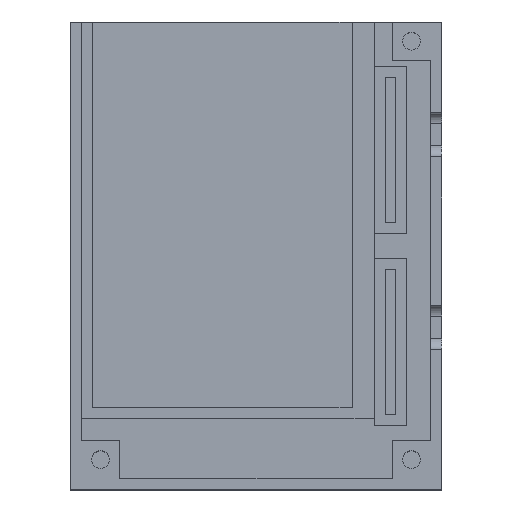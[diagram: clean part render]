
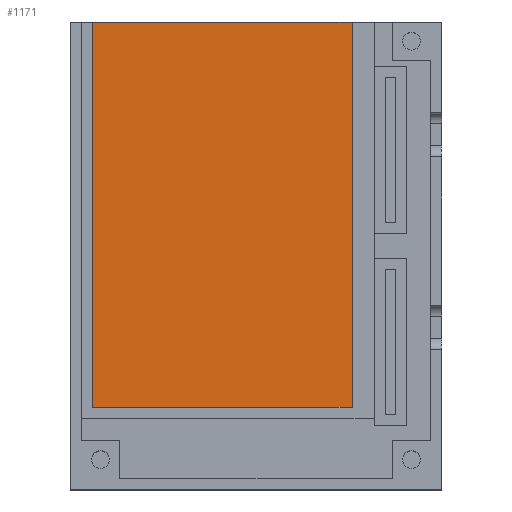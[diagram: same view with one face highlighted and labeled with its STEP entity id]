
A CAD part, top view. The second image highlights one B-rep face of the part: STEP entity #1171.
In plain terms, the highlighted planar face has unit normal (0, 0, 1).
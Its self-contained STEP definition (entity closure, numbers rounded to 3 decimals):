
#22 = LINE ( 'NONE', #714, #1240 ) ;
#39 = FACE_OUTER_BOUND ( 'NONE', #2144, .T. ) ;
#186 = CARTESIAN_POINT ( 'NONE',  ( 51.2, 0., 2. ) ) ;
#292 = LINE ( 'NONE', #2099, #1185 ) ;
#345 = VERTEX_POINT ( 'NONE', #659 ) ;
#388 = ORIENTED_EDGE ( 'NONE', *, *, #703, .T. ) ;
#458 = DIRECTION ( 'NONE',  ( 0., -1., 0. ) ) ;
#531 = CARTESIAN_POINT ( 'NONE',  ( 0., 0., 2. ) ) ;
#659 = CARTESIAN_POINT ( 'NONE',  ( 4., 0., 2. ) ) ;
#672 = EDGE_CURVE ( 'NONE', #1492, #1722, #1525, .T. ) ;
#703 = EDGE_CURVE ( 'NONE', #345, #1141, #2051, .T. ) ;
#714 = CARTESIAN_POINT ( 'NONE',  ( 0., -70., 2. ) ) ;
#818 = CARTESIAN_POINT ( 'NONE',  ( 4., 0., 2. ) ) ;
#943 = VECTOR ( 'NONE', #1146, 1000. ) ;
#1124 = VECTOR ( 'NONE', #458, 1000. ) ;
#1141 = VERTEX_POINT ( 'NONE', #1627 ) ;
#1146 = DIRECTION ( 'NONE',  ( 0., -1., 0. ) ) ;
#1171 = ADVANCED_FACE ( 'NONE', ( #39 ), #1245, .T. ) ;
#1185 = VECTOR ( 'NONE', #1393, 1000. ) ;
#1240 = VECTOR ( 'NONE', #1436, 1000. ) ;
#1245 = PLANE ( 'NONE',  #2174 ) ;
#1340 = CARTESIAN_POINT ( 'NONE',  ( 51.2, 0., 2. ) ) ;
#1393 = DIRECTION ( 'NONE',  ( -1., 0., 0. ) ) ;
#1401 = ORIENTED_EDGE ( 'NONE', *, *, #1439, .T. ) ;
#1414 = ORIENTED_EDGE ( 'NONE', *, *, #2028, .T. ) ;
#1436 = DIRECTION ( 'NONE',  ( 1., 0., 0. ) ) ;
#1439 = EDGE_CURVE ( 'NONE', #1492, #345, #292, .T. ) ;
#1490 = CARTESIAN_POINT ( 'NONE',  ( 51.2, -70., 2. ) ) ;
#1492 = VERTEX_POINT ( 'NONE', #186 ) ;
#1525 = LINE ( 'NONE', #1340, #943 ) ;
#1627 = CARTESIAN_POINT ( 'NONE',  ( 4., -70., 2. ) ) ;
#1722 = VERTEX_POINT ( 'NONE', #1490 ) ;
#1803 = DIRECTION ( 'NONE',  ( 1., 0., 0. ) ) ;
#1962 = DIRECTION ( 'NONE',  ( 0., 0., 1. ) ) ;
#1977 = ORIENTED_EDGE ( 'NONE', *, *, #672, .F. ) ;
#2028 = EDGE_CURVE ( 'NONE', #1141, #1722, #22, .T. ) ;
#2051 = LINE ( 'NONE', #818, #1124 ) ;
#2099 = CARTESIAN_POINT ( 'NONE',  ( 0., 0., 2. ) ) ;
#2144 = EDGE_LOOP ( 'NONE', ( #1401, #388, #1414, #1977 ) ) ;
#2174 = AXIS2_PLACEMENT_3D ( 'NONE', #531, #1962, #1803 ) ;
